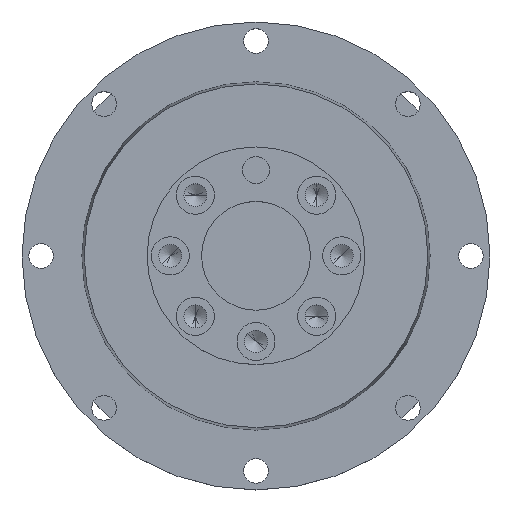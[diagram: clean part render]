
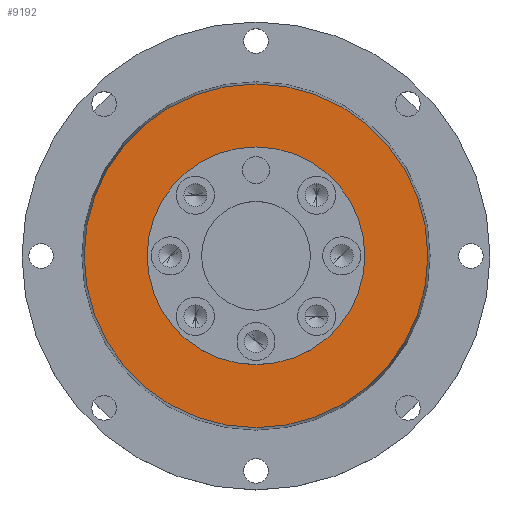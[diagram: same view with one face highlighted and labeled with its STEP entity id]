
A CAD part, top view. The second image highlights one B-rep face of the part: STEP entity #9192.
In plain terms, the highlighted planar face has unit normal (0, 0, 1).
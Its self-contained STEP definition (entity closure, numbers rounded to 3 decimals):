
#456 = VERTEX_POINT ( 'NONE', #4232 ) ;
#683 = CARTESIAN_POINT ( 'NONE',  ( 0., 31.585, 36.5 ) ) ;
#818 = DIRECTION ( 'NONE',  ( 1., 0., 0. ) ) ;
#1515 = EDGE_CURVE ( 'NONE', #4586, #9008, #3264, .T. ) ;
#2115 = AXIS2_PLACEMENT_3D ( 'NONE', #683, #9556, #5109 ) ;
#2190 = FACE_BOUND ( 'NONE', #2400, .T. ) ;
#2400 = EDGE_LOOP ( 'NONE', ( #8170, #2523 ) ) ;
#2488 = AXIS2_PLACEMENT_3D ( 'NONE', #3138, #7719, #3270 ) ;
#2523 = ORIENTED_EDGE ( 'NONE', *, *, #4890, .F. ) ;
#2536 = EDGE_CURVE ( 'NONE', #8611, #456, #3329, .T. ) ;
#3138 = CARTESIAN_POINT ( 'NONE',  ( 0., 0., 36.5 ) ) ;
#3264 = CIRCLE ( 'NONE', #6571, 20. ) ;
#3270 = DIRECTION ( 'NONE',  ( 1., 0., 0. ) ) ;
#3329 = CIRCLE ( 'NONE', #6206, 31.585 ) ;
#3369 = EDGE_CURVE ( 'NONE', #456, #8611, #6706, .T. ) ;
#3683 = CARTESIAN_POINT ( 'NONE',  ( -31.585, 0., 36.5 ) ) ;
#4232 = CARTESIAN_POINT ( 'NONE',  ( 31.585, 0., 36.5 ) ) ;
#4344 = CARTESIAN_POINT ( 'NONE',  ( 0., 0., 36.5 ) ) ;
#4586 = VERTEX_POINT ( 'NONE', #6110 ) ;
#4890 = EDGE_CURVE ( 'NONE', #9008, #4586, #6739, .T. ) ;
#5082 = AXIS2_PLACEMENT_3D ( 'NONE', #4344, #9548, #5102 ) ;
#5102 = DIRECTION ( 'NONE',  ( 1., 0., 0. ) ) ;
#5109 = DIRECTION ( 'NONE',  ( -1., 0., 0. ) ) ;
#5298 = DIRECTION ( 'NONE',  ( 0., 0., 1. ) ) ;
#5858 = CARTESIAN_POINT ( 'NONE',  ( 0., 0., 36.5 ) ) ;
#5893 = FACE_OUTER_BOUND ( 'NONE', #6283, .T. ) ;
#5945 = CARTESIAN_POINT ( 'NONE',  ( 0., 0., 36.5 ) ) ;
#6094 = ORIENTED_EDGE ( 'NONE', *, *, #3369, .T. ) ;
#6110 = CARTESIAN_POINT ( 'NONE',  ( 20., 0., 36.5 ) ) ;
#6196 = DIRECTION ( 'NONE',  ( 0., 0., 1. ) ) ;
#6206 = AXIS2_PLACEMENT_3D ( 'NONE', #5945, #6196, #6642 ) ;
#6283 = EDGE_LOOP ( 'NONE', ( #9241, #6094 ) ) ;
#6571 = AXIS2_PLACEMENT_3D ( 'NONE', #5858, #5298, #818 ) ;
#6642 = DIRECTION ( 'NONE',  ( 1., 0., 0. ) ) ;
#6706 = CIRCLE ( 'NONE', #2488, 31.585 ) ;
#6739 = CIRCLE ( 'NONE', #5082, 20. ) ;
#7719 = DIRECTION ( 'NONE',  ( 0., 0., 1. ) ) ;
#7861 = CARTESIAN_POINT ( 'NONE',  ( -20., 0., 36.5 ) ) ;
#8170 = ORIENTED_EDGE ( 'NONE', *, *, #1515, .F. ) ;
#8611 = VERTEX_POINT ( 'NONE', #3683 ) ;
#8755 = PLANE ( 'NONE',  #2115 ) ;
#9008 = VERTEX_POINT ( 'NONE', #7861 ) ;
#9192 = ADVANCED_FACE ( 'NONE', ( #2190, #5893 ), #8755, .F. ) ;
#9241 = ORIENTED_EDGE ( 'NONE', *, *, #2536, .T. ) ;
#9548 = DIRECTION ( 'NONE',  ( 0., 0., 1. ) ) ;
#9556 = DIRECTION ( 'NONE',  ( 0., 0., -1. ) ) ;
